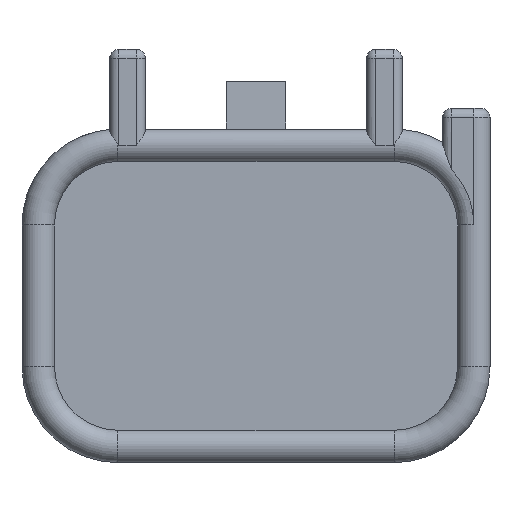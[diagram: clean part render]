
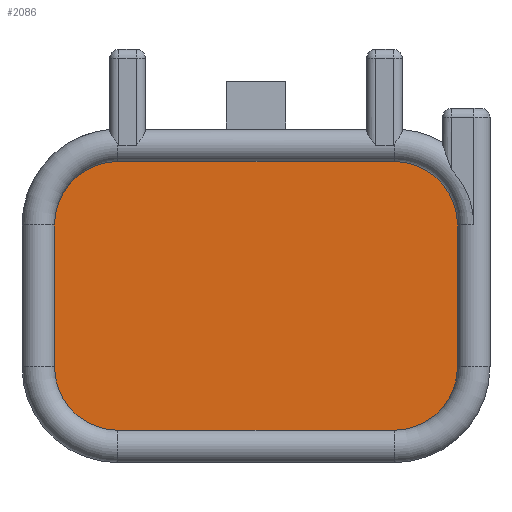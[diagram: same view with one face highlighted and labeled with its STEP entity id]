
A CAD part, front view. The second image highlights one B-rep face of the part: STEP entity #2086.
In plain terms, the highlighted planar face has unit normal (0, -1, 0).
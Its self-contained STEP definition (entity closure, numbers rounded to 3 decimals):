
#102=PLANE('',#2349);
#202=CIRCLE('',#2332,2.15);
#204=CIRCLE('',#2336,2.15);
#210=CIRCLE('',#2350,2.15);
#211=CIRCLE('',#2351,2.15);
#352=FACE_OUTER_BOUND('',#487,.T.);
#487=EDGE_LOOP('',(#1879,#1880,#1881,#1882,#1883,#1884,#1885,#1886));
#655=LINE('',#4056,#794);
#658=LINE('',#4065,#797);
#660=LINE('',#4083,#799);
#661=LINE('',#4086,#800);
#794=VECTOR('',#2945,10.);
#797=VECTOR('',#2956,10.);
#799=VECTOR('',#2984,10.);
#800=VECTOR('',#2987,10.);
#975=VERTEX_POINT('',#4046);
#976=VERTEX_POINT('',#4048);
#978=VERTEX_POINT('',#4054);
#979=VERTEX_POINT('',#4059);
#980=VERTEX_POINT('',#4063);
#982=VERTEX_POINT('',#4080);
#983=VERTEX_POINT('',#4082);
#984=VERTEX_POINT('',#4084);
#1268=EDGE_CURVE('',#976,#975,#202,.T.);
#1272=EDGE_CURVE('',#978,#975,#655,.F.);
#1275=EDGE_CURVE('',#978,#979,#204,.F.);
#1277=EDGE_CURVE('',#980,#979,#658,.T.);
#1284=EDGE_CURVE('',#980,#982,#210,.F.);
#1285=EDGE_CURVE('',#983,#982,#660,.T.);
#1286=EDGE_CURVE('',#983,#984,#211,.F.);
#1287=EDGE_CURVE('',#976,#984,#661,.T.);
#1879=ORIENTED_EDGE('',*,*,#1268,.T.);
#1880=ORIENTED_EDGE('',*,*,#1272,.F.);
#1881=ORIENTED_EDGE('',*,*,#1275,.T.);
#1882=ORIENTED_EDGE('',*,*,#1277,.F.);
#1883=ORIENTED_EDGE('',*,*,#1284,.T.);
#1884=ORIENTED_EDGE('',*,*,#1285,.F.);
#1885=ORIENTED_EDGE('',*,*,#1286,.T.);
#1886=ORIENTED_EDGE('',*,*,#1287,.F.);
#2086=ADVANCED_FACE('',(#352),#102,.F.);
#2332=AXIS2_PLACEMENT_3D('',#4049,#2938,#2939);
#2336=AXIS2_PLACEMENT_3D('',#4061,#2951,#2952);
#2349=AXIS2_PLACEMENT_3D('',#4079,#2980,#2981);
#2350=AXIS2_PLACEMENT_3D('',#4081,#2982,#2983);
#2351=AXIS2_PLACEMENT_3D('',#4085,#2985,#2986);
#2938=DIRECTION('center_axis',(0.,-1.,0.));
#2939=DIRECTION('ref_axis',(-0.707,0.,-0.707));
#2945=DIRECTION('',(1.,0.,0.));
#2951=DIRECTION('center_axis',(0.,1.,0.));
#2952=DIRECTION('ref_axis',(0.707,0.,-0.707));
#2956=DIRECTION('',(0.,0.,-1.));
#2980=DIRECTION('center_axis',(0.,1.,0.));
#2981=DIRECTION('ref_axis',(0.,0.,1.));
#2982=DIRECTION('center_axis',(0.,1.,0.));
#2983=DIRECTION('ref_axis',(0.707,0.,0.707));
#2984=DIRECTION('',(1.,0.,0.));
#2985=DIRECTION('center_axis',(0.,1.,0.));
#2986=DIRECTION('ref_axis',(-0.707,0.,0.707));
#2987=DIRECTION('',(0.,0.,1.));
#4046=CARTESIAN_POINT('',(-4.675,13.75,-4.55));
#4048=CARTESIAN_POINT('',(-6.825,13.75,-2.4));
#4049=CARTESIAN_POINT('Origin',(-4.675,13.75,-2.4));
#4054=CARTESIAN_POINT('',(4.675,13.75,-4.55));
#4056=CARTESIAN_POINT('',(3.963,13.75,-4.55));
#4059=CARTESIAN_POINT('',(6.825,13.75,-2.4));
#4061=CARTESIAN_POINT('Origin',(4.675,13.75,-2.4));
#4063=CARTESIAN_POINT('',(6.825,13.75,2.4));
#4065=CARTESIAN_POINT('',(6.825,13.75,2.825));
#4079=CARTESIAN_POINT('Origin',(0.,13.75,0.));
#4080=CARTESIAN_POINT('',(4.675,13.75,4.55));
#4081=CARTESIAN_POINT('Origin',(4.675,13.75,2.4));
#4082=CARTESIAN_POINT('',(-4.675,13.75,4.55));
#4083=CARTESIAN_POINT('',(-3.963,13.75,4.55));
#4084=CARTESIAN_POINT('',(-6.825,13.75,2.4));
#4085=CARTESIAN_POINT('Origin',(-4.675,13.75,2.4));
#4086=CARTESIAN_POINT('',(-6.825,13.75,-2.825));
